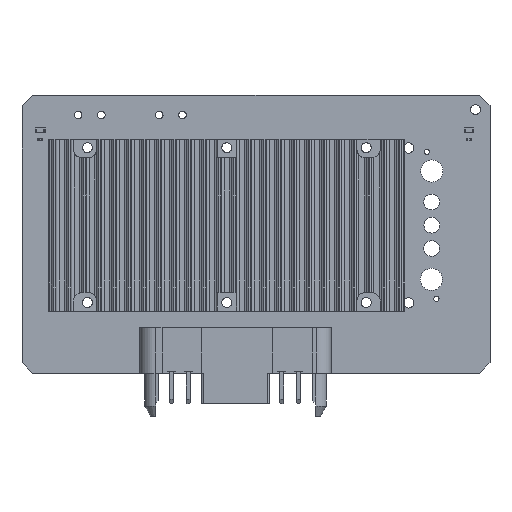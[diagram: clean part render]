
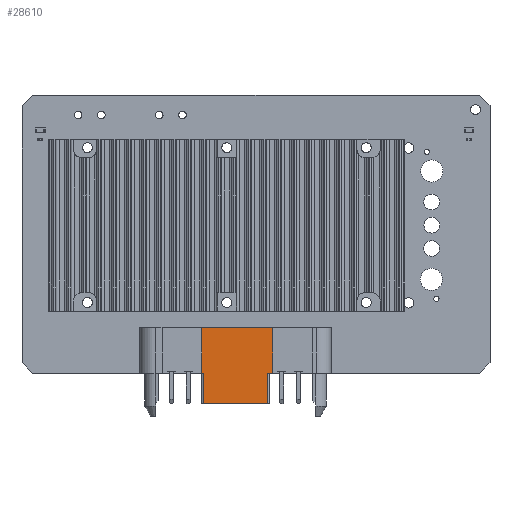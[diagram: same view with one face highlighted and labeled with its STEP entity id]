
A CAD part, top view. The second image highlights one B-rep face of the part: STEP entity #28610.
In plain terms, the highlighted face is planar.
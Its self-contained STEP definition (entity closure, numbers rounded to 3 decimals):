
#28610 = ADVANCED_FACE('',(#28611),#28677,.F.);
#28611 = FACE_BOUND('',#28612,.T.);
#28612 = EDGE_LOOP('',(#28613,#28623,#28631,#28639,#28647,#28655,#28663,
    #28671));
#28613 = ORIENTED_EDGE('',*,*,#28614,.F.);
#28614 = EDGE_CURVE('',#28615,#28617,#28619,.T.);
#28615 = VERTEX_POINT('',#28616);
#28616 = CARTESIAN_POINT('',(12.13,15.,-5.));
#28617 = VERTEX_POINT('',#28618);
#28618 = CARTESIAN_POINT('',(10.63,15.,-5.));
#28619 = LINE('',#28620,#28621);
#28620 = CARTESIAN_POINT('',(12.13,15.,-5.));
#28621 = VECTOR('',#28622,1.);
#28622 = DIRECTION('',(-1.,0.,0.));
#28623 = ORIENTED_EDGE('',*,*,#28624,.T.);
#28624 = EDGE_CURVE('',#28615,#28625,#28627,.T.);
#28625 = VERTEX_POINT('',#28626);
#28626 = CARTESIAN_POINT('',(12.13,0.,-5.));
#28627 = LINE('',#28628,#28629);
#28628 = CARTESIAN_POINT('',(12.13,24.9,-5.));
#28629 = VECTOR('',#28630,1.);
#28630 = DIRECTION('',(0.,-1.,0.));
#28631 = ORIENTED_EDGE('',*,*,#28632,.T.);
#28632 = EDGE_CURVE('',#28625,#28633,#28635,.T.);
#28633 = VERTEX_POINT('',#28634);
#28634 = CARTESIAN_POINT('',(-11.13,0.,-5.));
#28635 = LINE('',#28636,#28637);
#28636 = CARTESIAN_POINT('',(12.13,0.,-5.));
#28637 = VECTOR('',#28638,1.);
#28638 = DIRECTION('',(-1.,0.,0.));
#28639 = ORIENTED_EDGE('',*,*,#28640,.F.);
#28640 = EDGE_CURVE('',#28641,#28633,#28643,.T.);
#28641 = VERTEX_POINT('',#28642);
#28642 = CARTESIAN_POINT('',(-11.13,15.,-5.));
#28643 = LINE('',#28644,#28645);
#28644 = CARTESIAN_POINT('',(-11.13,24.9,-5.));
#28645 = VECTOR('',#28646,1.);
#28646 = DIRECTION('',(0.,-1.,0.));
#28647 = ORIENTED_EDGE('',*,*,#28648,.F.);
#28648 = EDGE_CURVE('',#28649,#28641,#28651,.T.);
#28649 = VERTEX_POINT('',#28650);
#28650 = CARTESIAN_POINT('',(-10.63,15.,-5.));
#28651 = LINE('',#28652,#28653);
#28652 = CARTESIAN_POINT('',(12.13,15.,-5.));
#28653 = VECTOR('',#28654,1.);
#28654 = DIRECTION('',(-1.,0.,0.));
#28655 = ORIENTED_EDGE('',*,*,#28656,.T.);
#28656 = EDGE_CURVE('',#28649,#28657,#28659,.T.);
#28657 = VERTEX_POINT('',#28658);
#28658 = CARTESIAN_POINT('',(-10.63,24.9,-5.));
#28659 = LINE('',#28660,#28661);
#28660 = CARTESIAN_POINT('',(-10.63,15.,-5.));
#28661 = VECTOR('',#28662,1.);
#28662 = DIRECTION('',(0.,1.,0.));
#28663 = ORIENTED_EDGE('',*,*,#28664,.F.);
#28664 = EDGE_CURVE('',#28665,#28657,#28667,.T.);
#28665 = VERTEX_POINT('',#28666);
#28666 = CARTESIAN_POINT('',(10.63,24.9,-5.));
#28667 = LINE('',#28668,#28669);
#28668 = CARTESIAN_POINT('',(12.13,24.9,-5.));
#28669 = VECTOR('',#28670,1.);
#28670 = DIRECTION('',(-1.,0.,0.));
#28671 = ORIENTED_EDGE('',*,*,#28672,.F.);
#28672 = EDGE_CURVE('',#28617,#28665,#28673,.T.);
#28673 = LINE('',#28674,#28675);
#28674 = CARTESIAN_POINT('',(10.63,15.,-5.));
#28675 = VECTOR('',#28676,1.);
#28676 = DIRECTION('',(0.,1.,0.));
#28677 = PLANE('',#28678);
#28678 = AXIS2_PLACEMENT_3D('',#28679,#28680,#28681);
#28679 = CARTESIAN_POINT('',(12.13,24.9,-5.));
#28680 = DIRECTION('',(0.,0.,1.));
#28681 = DIRECTION('',(1.,0.,-0.));
